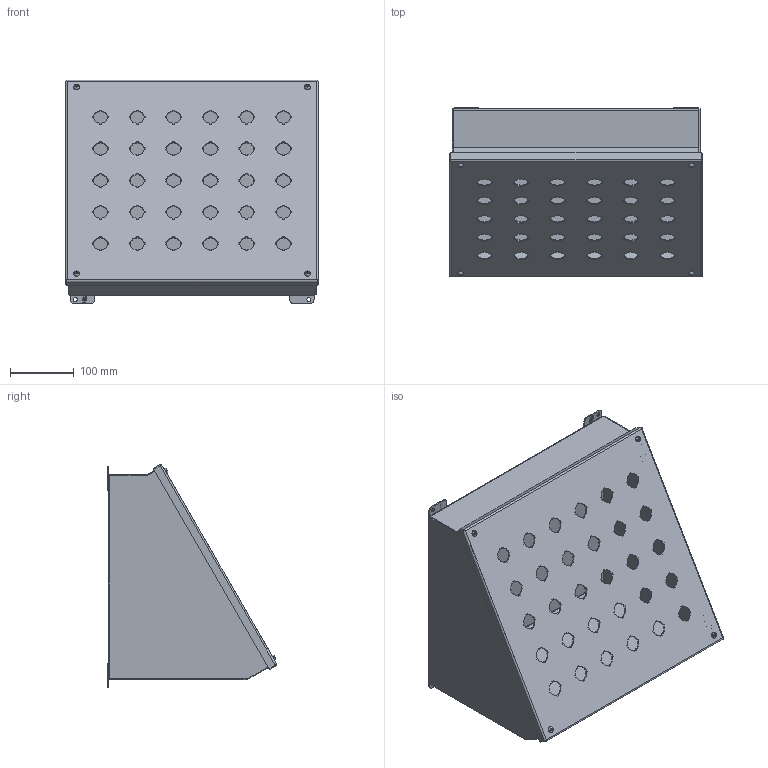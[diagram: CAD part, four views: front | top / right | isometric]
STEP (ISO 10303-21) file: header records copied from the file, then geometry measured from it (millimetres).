
FILE_DESCRIPTION (( 'STEP AP203' ), '1' );
FILE_NAME ('1490MK30_Default.step', '2019-11-12T20:33:29', ( '' ), ( '' ), 'SwSTEP 2.0', 'SolidWorks 2019', '' );
FILE_SCHEMA (( 'CONFIG_CONTROL_DESIGN' ));
Length unit declared in the file: inch
Products named in the file (1): 1490MK30_Default
Bounding box: 395.27 x 264.86 x 348.92 mm (x, y, z)
Volume: 970407.3 mm3; surface area: 1081787.7 mm2
Topology: 26 solids, 26 shells, 1174 faces, 3225 edges, 2131 vertices
Faces by surface type: plane 843, cylinder 293, cone 22, torus 8, bspline 8
Entity records: 37728 total; most frequent: CARTESIAN_POINT 7257, ORIENTED_EDGE 6446, DIRECTION 6117, EDGE_CURVE 3223, VECTOR 2471, LINE 2471, VERTEX_POINT 2131, AXIS2_PLACEMENT_3D 1823
